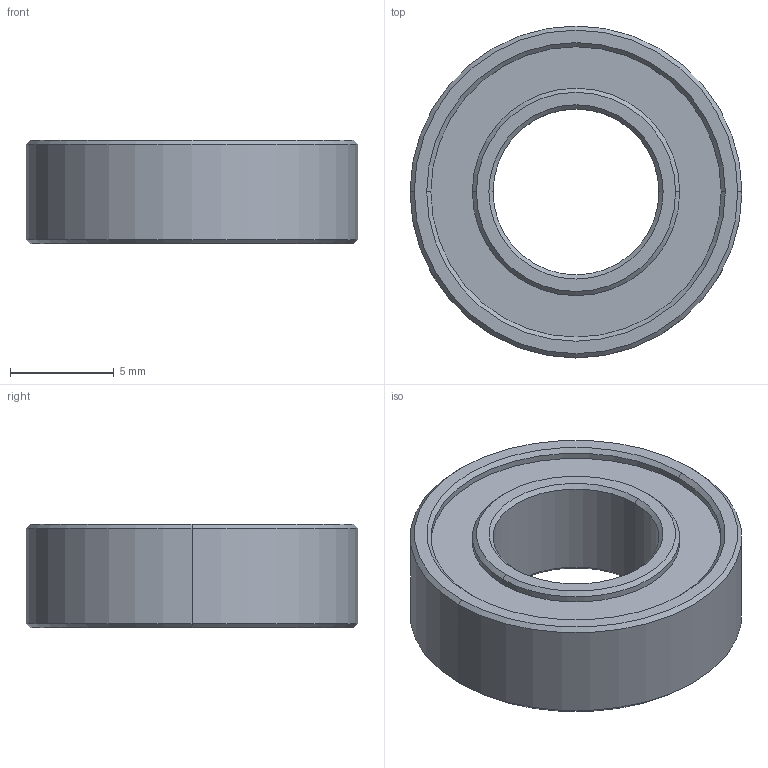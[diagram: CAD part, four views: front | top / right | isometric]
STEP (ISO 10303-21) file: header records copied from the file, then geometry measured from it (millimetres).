
FILE_DESCRIPTION (( 'STEP AP214' ), '1' );
FILE_NAME ('roulement.STEP', '2025-03-31T14:03:29', ( '' ), ( '' ), 'SwSTEP 2.0', 'SolidWorks 2025', '' );
FILE_SCHEMA (( 'AUTOMOTIVE_DESIGN' ));
Length unit declared in the file: millimetre
Products named in the file (1): roulement_8x16x5
Bounding box: 16 x 16 x 5 mm (x, y, z)
Volume: 672.6 mm3; surface area: 718.6 mm2
Topology: 1 solids, 1 shells, 34 faces, 68 edges, 40 vertices
Faces by surface type: cone 16, cylinder 12, plane 6
Entity records: 911 total; most frequent: DIRECTION 178, CARTESIAN_POINT 143, ORIENTED_EDGE 136, AXIS2_PLACEMENT_3D 75, EDGE_CURVE 68, VERTEX_POINT 40, CIRCLE 40, EDGE_LOOP 40
